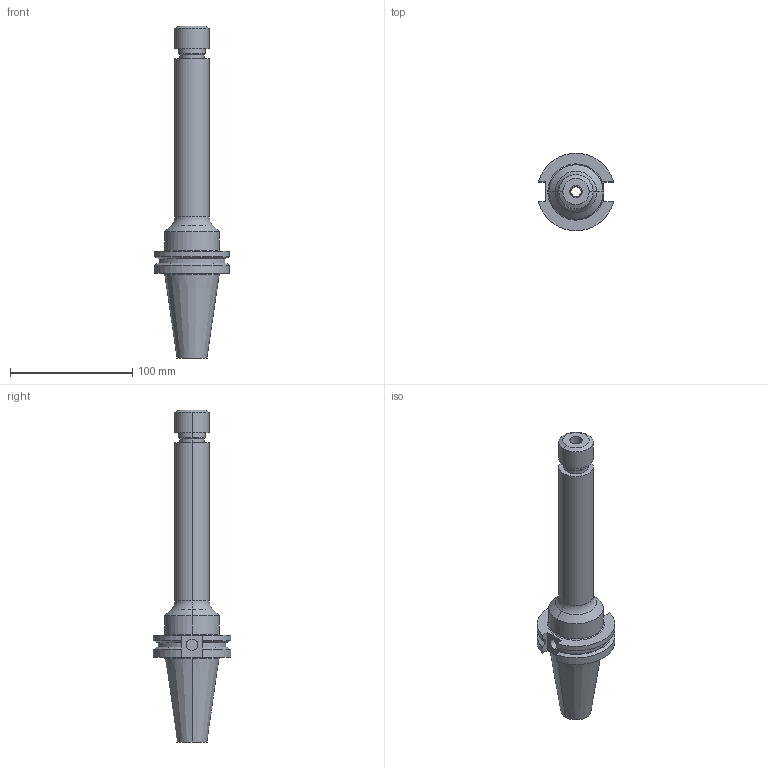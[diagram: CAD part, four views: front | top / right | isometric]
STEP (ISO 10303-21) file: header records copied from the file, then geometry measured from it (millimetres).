
FILE_DESCRIPTION (( 'STEP AP203' ), '1' );
FILE_NAME ('STP-46.122.16.800.STEP', '2019-08-20T03:34:33', ( '' ), ( '' ), 'SwSTEP 2.0', 'SolidWorks 2017', '' );
FILE_SCHEMA (( 'CONFIG_CONTROL_DESIGN' ));
Length unit declared in the file: millimetre
Products named in the file (1): STP-46.122.16.800
Bounding box: 61.35 x 63.26 x 271.45 mm (x, y, z)
Volume: 225034.6 mm3; surface area: 42151.7 mm2
Topology: 1 solids, 1 shells, 69 faces, 159 edges, 99 vertices
Faces by surface type: cylinder 30, plane 20, cone 14, torus 4, bspline 1
Entity records: 2094 total; most frequent: CARTESIAN_POINT 403, DIRECTION 364, ORIENTED_EDGE 318, EDGE_CURVE 159, AXIS2_PLACEMENT_3D 146, VERTEX_POINT 99, EDGE_LOOP 78, CIRCLE 77
